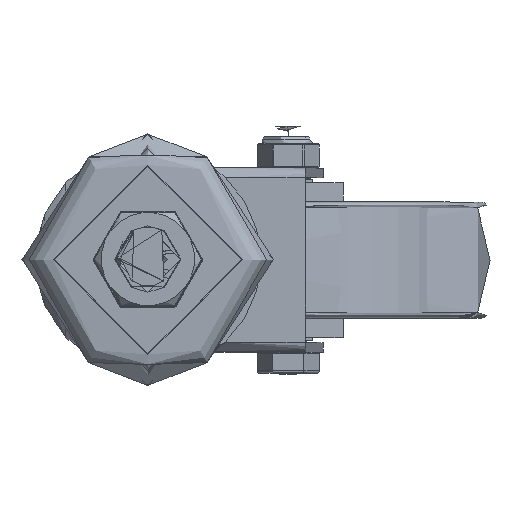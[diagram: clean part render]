
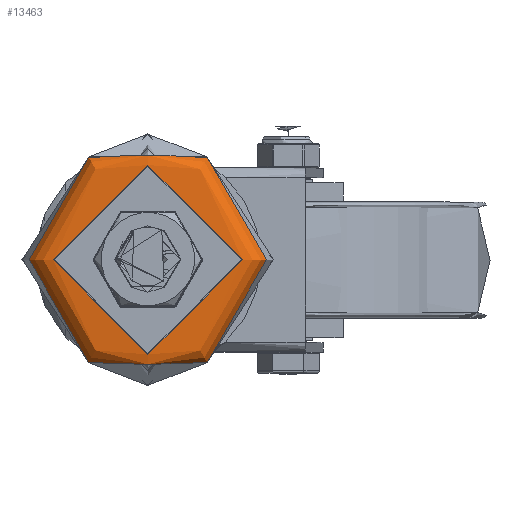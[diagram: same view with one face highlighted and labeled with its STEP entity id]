
A CAD part, top view. The second image highlights one B-rep face of the part: STEP entity #13463.
In plain terms, the highlighted toroidal (fillet/blend) face has major radius 29.34 mm and minor radius 8 mm.
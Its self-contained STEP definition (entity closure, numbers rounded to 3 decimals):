
#3587=FACE_OUTER_BOUND('',#4396,.T.);
#4396=EDGE_LOOP('',(#9390,#9391,#9392,#9393,#9394));
#5351=CIRCLE('',#14597,36.765);
#5352=CIRCLE('',#14598,36.765);
#5353=CIRCLE('',#14600,29.34);
#5354=CIRCLE('',#14601,8.);
#5900=VERTEX_POINT('',#19794);
#5901=VERTEX_POINT('',#19796);
#5902=VERTEX_POINT('',#19800);
#7261=EDGE_CURVE('',#5901,#5900,#5351,.T.);
#7262=EDGE_CURVE('',#5900,#5901,#5352,.T.);
#7263=EDGE_CURVE('',#5902,#5902,#5353,.T.);
#7264=EDGE_CURVE('',#5902,#5901,#5354,.T.);
#9390=ORIENTED_EDGE('',*,*,#7263,.T.);
#9391=ORIENTED_EDGE('',*,*,#7264,.T.);
#9392=ORIENTED_EDGE('',*,*,#7261,.T.);
#9393=ORIENTED_EDGE('',*,*,#7262,.T.);
#9394=ORIENTED_EDGE('',*,*,#7264,.F.);
#13421=TOROIDAL_SURFACE('',#14599,29.34,8.);
#13463=ADVANCED_FACE('',(#3587),#13421,.T.);
#14597=AXIS2_PLACEMENT_3D('',#19797,#16056,#16057);
#14598=AXIS2_PLACEMENT_3D('',#19798,#16058,#16059);
#14599=AXIS2_PLACEMENT_3D('',#19799,#16060,#16061);
#14600=AXIS2_PLACEMENT_3D('',#19801,#16062,#16063);
#14601=AXIS2_PLACEMENT_3D('',#19802,#16064,#16065);
#16056=DIRECTION('center_axis',(0.,0.,1.));
#16057=DIRECTION('ref_axis',(-1.,0.,0.));
#16058=DIRECTION('center_axis',(0.,0.,1.));
#16059=DIRECTION('ref_axis',(-1.,0.,0.));
#16060=DIRECTION('center_axis',(0.,0.,1.));
#16061=DIRECTION('ref_axis',(1.,0.,0.));
#16062=DIRECTION('center_axis',(0.,0.,-1.));
#16063=DIRECTION('ref_axis',(-1.,0.,0.));
#16064=DIRECTION('center_axis',(0.,-1.,0.));
#16065=DIRECTION('ref_axis',(-1.,0.,0.));
#19794=CARTESIAN_POINT('',(36.765,0.,-5.02));
#19796=CARTESIAN_POINT('',(-36.765,0.,-5.02));
#19797=CARTESIAN_POINT('Origin',(0.,0.,-5.02));
#19798=CARTESIAN_POINT('Origin',(0.,0.,-5.02));
#19799=CARTESIAN_POINT('Origin',(0.,0.,-8.));
#19800=CARTESIAN_POINT('',(-29.34,0.,0.));
#19801=CARTESIAN_POINT('Origin',(0.,0.,0.));
#19802=CARTESIAN_POINT('Origin',(-29.34,0.,
-8.));
